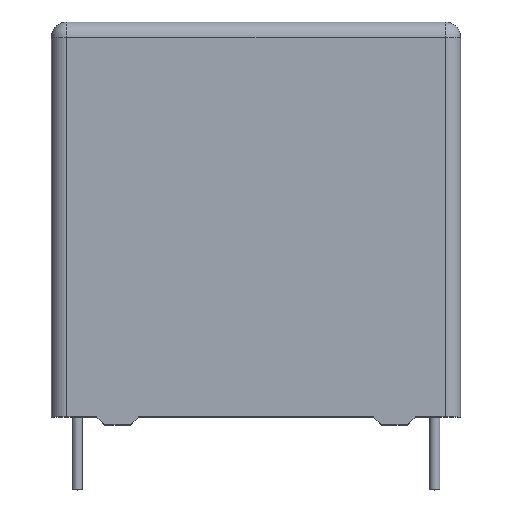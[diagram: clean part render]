
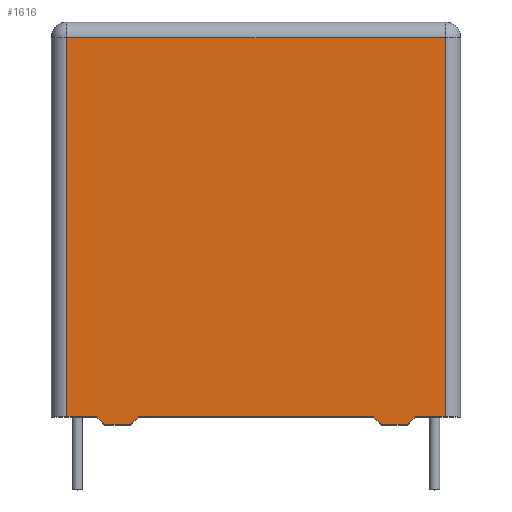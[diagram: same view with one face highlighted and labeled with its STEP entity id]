
A CAD part, top view. The second image highlights one B-rep face of the part: STEP entity #1616.
In plain terms, the highlighted planar face has unit normal (0, 0, 1).
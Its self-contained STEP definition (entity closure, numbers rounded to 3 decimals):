
#42 = VECTOR ( 'NONE', #1125, 1000. ) ;
#57 = ORIENTED_EDGE ( 'NONE', *, *, #254, .F. ) ;
#75 = CARTESIAN_POINT ( 'NONE',  ( 9.05, -14.9, 10.5 ) ) ;
#79 = CARTESIAN_POINT ( 'NONE',  ( -11.65, -15.5, 10.5 ) ) ;
#97 = CARTESIAN_POINT ( 'NONE',  ( 15.75, -15.5, 10.5 ) ) ;
#111 = DIRECTION ( 'NONE',  ( 0., 0., 1. ) ) ;
#112 = CARTESIAN_POINT ( 'NONE',  ( 15.75, -15.5, 10.5 ) ) ;
#129 = VERTEX_POINT ( 'NONE', #1076 ) ;
#136 = CARTESIAN_POINT ( 'NONE',  ( -12.25, -14.9, 10.5 ) ) ;
#170 = ORIENTED_EDGE ( 'NONE', *, *, #522, .T. ) ;
#208 = ORIENTED_EDGE ( 'NONE', *, *, #1206, .F. ) ;
#231 = DIRECTION ( 'NONE',  ( 1., 0., 0. ) ) ;
#254 = EDGE_CURVE ( 'NONE', #1658, #877, #1053, .T. ) ;
#271 = DIRECTION ( 'NONE',  ( -1., 0., 0. ) ) ;
#300 = DIRECTION ( 'NONE',  ( 0., 1., 0. ) ) ;
#323 = CARTESIAN_POINT ( 'NONE',  ( 14.55, 14.3, 10.5 ) ) ;
#351 = ORIENTED_EDGE ( 'NONE', *, *, #1357, .F. ) ;
#377 = VERTEX_POINT ( 'NONE', #79 ) ;
#387 = PLANE ( 'NONE',  #1497 ) ;
#408 = VECTOR ( 'NONE', #1094, 1000. ) ;
#440 = VERTEX_POINT ( 'NONE', #1246 ) ;
#442 = ORIENTED_EDGE ( 'NONE', *, *, #1583, .F. ) ;
#453 = CARTESIAN_POINT ( 'NONE',  ( -14.55, -14.9, 10.5 ) ) ;
#462 = VERTEX_POINT ( 'NONE', #656 ) ;
#486 = LINE ( 'NONE', #1264, #408 ) ;
#498 = CARTESIAN_POINT ( 'NONE',  ( -12.25, -14.9, 10.5 ) ) ;
#509 = EDGE_CURVE ( 'NONE', #1302, #877, #1394, .T. ) ;
#522 = EDGE_CURVE ( 'NONE', #1523, #1057, #1364, .T. ) ;
#551 = ORIENTED_EDGE ( 'NONE', *, *, #509, .T. ) ;
#557 = VECTOR ( 'NONE', #1880, 1000. ) ;
#615 = DIRECTION ( 'NONE',  ( -0.707, -0.707, 0. ) ) ;
#646 = CARTESIAN_POINT ( 'NONE',  ( -11.65, -15.5, 10.5 ) ) ;
#656 = CARTESIAN_POINT ( 'NONE',  ( -9.65, -15.5, 10.5 ) ) ;
#659 = VECTOR ( 'NONE', #1472, 1000. ) ;
#698 = ORIENTED_EDGE ( 'NONE', *, *, #1806, .F. ) ;
#712 = LINE ( 'NONE', #1335, #1609 ) ;
#716 = EDGE_CURVE ( 'NONE', #129, #1869, #1797, .T. ) ;
#745 = EDGE_LOOP ( 'NONE', ( #698, #764, #1787, #551, #57, #1348, #1285, #208, #351, #1783, #170, #442 ) ) ;
#764 = ORIENTED_EDGE ( 'NONE', *, *, #716, .T. ) ;
#773 = VECTOR ( 'NONE', #300, 1000. ) ;
#807 = CARTESIAN_POINT ( 'NONE',  ( 12.25, -14.9, 10.5 ) ) ;
#809 = CARTESIAN_POINT ( 'NONE',  ( -14.55, -14.9, 10.5 ) ) ;
#850 = CARTESIAN_POINT ( 'NONE',  ( 12.25, -14.9, 10.5 ) ) ;
#867 = LINE ( 'NONE', #1139, #1113 ) ;
#877 = VERTEX_POINT ( 'NONE', #453 ) ;
#941 = DIRECTION ( 'NONE',  ( -1., 0., 0. ) ) ;
#946 = LINE ( 'NONE', #850, #557 ) ;
#951 = LINE ( 'NONE', #1025, #659 ) ;
#979 = VECTOR ( 'NONE', #941, 1000. ) ;
#1000 = EDGE_CURVE ( 'NONE', #1869, #1302, #1248, .T. ) ;
#1025 = CARTESIAN_POINT ( 'NONE',  ( 9.05, -14.9, 10.5 ) ) ;
#1053 = LINE ( 'NONE', #136, #1799 ) ;
#1057 = VERTEX_POINT ( 'NONE', #1215 ) ;
#1064 = LINE ( 'NONE', #646, #1829 ) ;
#1076 = CARTESIAN_POINT ( 'NONE',  ( 14.55, -14.9, 10.5 ) ) ;
#1094 = DIRECTION ( 'NONE',  ( -0.707, -0.707, 0. ) ) ;
#1101 = VERTEX_POINT ( 'NONE', #75 ) ;
#1113 = VECTOR ( 'NONE', #1722, 1000. ) ;
#1116 = CARTESIAN_POINT ( 'NONE',  ( 0., 0., 10.5 ) ) ;
#1119 = EDGE_CURVE ( 'NONE', #377, #1658, #1064, .T. ) ;
#1125 = DIRECTION ( 'NONE',  ( 1., 0., 0. ) ) ;
#1133 = CARTESIAN_POINT ( 'NONE',  ( -14.55, 14.3, 10.5 ) ) ;
#1139 = CARTESIAN_POINT ( 'NONE',  ( 9.05, -14.9, 10.5 ) ) ;
#1206 = EDGE_CURVE ( 'NONE', #440, #462, #486, .T. ) ;
#1211 = VECTOR ( 'NONE', #1538, 1000. ) ;
#1215 = CARTESIAN_POINT ( 'NONE',  ( 11.65, -15.5, 10.5 ) ) ;
#1216 = EDGE_CURVE ( 'NONE', #377, #462, #1513, .T. ) ;
#1223 = DIRECTION ( 'NONE',  ( -0.707, 0.707, 0. ) ) ;
#1240 = EDGE_CURVE ( 'NONE', #1523, #1101, #867, .T. ) ;
#1246 = CARTESIAN_POINT ( 'NONE',  ( -9.05, -14.9, 10.5 ) ) ;
#1248 = LINE ( 'NONE', #1380, #979 ) ;
#1264 = CARTESIAN_POINT ( 'NONE',  ( -9.05, -14.9, 10.5 ) ) ;
#1285 = ORIENTED_EDGE ( 'NONE', *, *, #1216, .T. ) ;
#1302 = VERTEX_POINT ( 'NONE', #1133 ) ;
#1335 = CARTESIAN_POINT ( 'NONE',  ( 11.65, -15.5, 10.5 ) ) ;
#1348 = ORIENTED_EDGE ( 'NONE', *, *, #1119, .F. ) ;
#1357 = EDGE_CURVE ( 'NONE', #1101, #440, #951, .T. ) ;
#1364 = LINE ( 'NONE', #112, #1589 ) ;
#1380 = CARTESIAN_POINT ( 'NONE',  ( -15.75, 14.3, 10.5 ) ) ;
#1382 = FACE_OUTER_BOUND ( 'NONE', #745, .T. ) ;
#1394 = LINE ( 'NONE', #809, #1211 ) ;
#1415 = CARTESIAN_POINT ( 'NONE',  ( 14.55, 15.5, 10.5 ) ) ;
#1472 = DIRECTION ( 'NONE',  ( -1., 0., 0. ) ) ;
#1497 = AXIS2_PLACEMENT_3D ( 'NONE', #1116, #111, #231 ) ;
#1513 = LINE ( 'NONE', #97, #42 ) ;
#1523 = VERTEX_POINT ( 'NONE', #1643 ) ;
#1538 = DIRECTION ( 'NONE',  ( 0., -1., 0. ) ) ;
#1583 = EDGE_CURVE ( 'NONE', #1702, #1057, #712, .T. ) ;
#1589 = VECTOR ( 'NONE', #1689, 1000. ) ;
#1609 = VECTOR ( 'NONE', #615, 1000. ) ;
#1616 = ADVANCED_FACE ( 'NONE', ( #1382 ), #387, .T. ) ;
#1643 = CARTESIAN_POINT ( 'NONE',  ( 9.65, -15.5, 10.5 ) ) ;
#1658 = VERTEX_POINT ( 'NONE', #498 ) ;
#1689 = DIRECTION ( 'NONE',  ( 1., 0., 0. ) ) ;
#1702 = VERTEX_POINT ( 'NONE', #807 ) ;
#1722 = DIRECTION ( 'NONE',  ( -0.707, 0.707, 0. ) ) ;
#1783 = ORIENTED_EDGE ( 'NONE', *, *, #1240, .F. ) ;
#1787 = ORIENTED_EDGE ( 'NONE', *, *, #1000, .T. ) ;
#1797 = LINE ( 'NONE', #1415, #773 ) ;
#1799 = VECTOR ( 'NONE', #271, 1000. ) ;
#1806 = EDGE_CURVE ( 'NONE', #129, #1702, #946, .T. ) ;
#1829 = VECTOR ( 'NONE', #1223, 1000. ) ;
#1869 = VERTEX_POINT ( 'NONE', #323 ) ;
#1880 = DIRECTION ( 'NONE',  ( -1., 0., 0. ) ) ;
